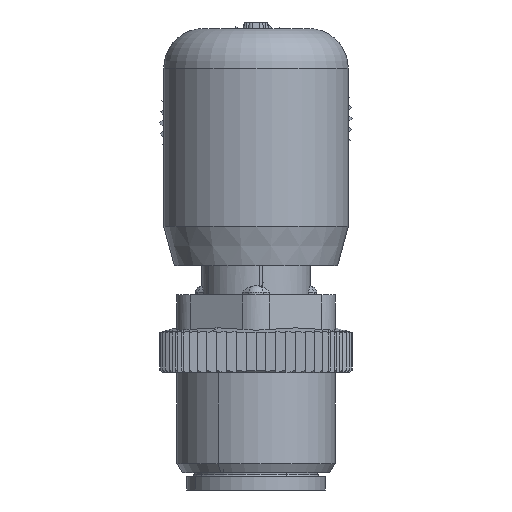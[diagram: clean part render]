
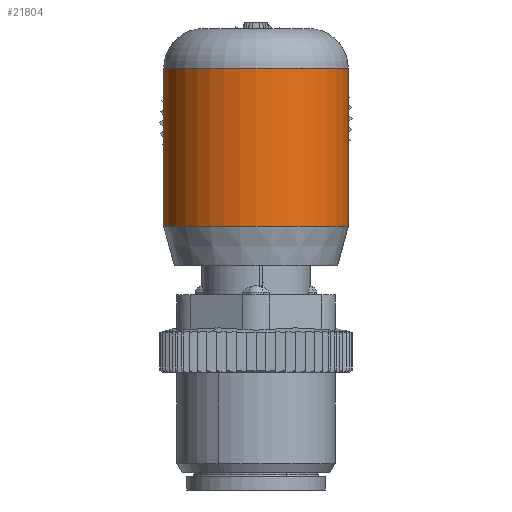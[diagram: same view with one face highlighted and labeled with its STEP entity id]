
A CAD part, front view. The second image highlights one B-rep face of the part: STEP entity #21804.
In plain terms, the highlighted cylindrical face has radius 7 mm (diameter 14 mm), a partial arc.
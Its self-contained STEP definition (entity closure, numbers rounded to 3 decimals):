
#21733=AXIS2_PLACEMENT_3D('Circle Axis2P3D',#21731,#21732,$) ;
#21777=AXIS2_PLACEMENT_3D('Cylinder Axis2P3D',#21774,#21775,#21776) ;
#21795=AXIS2_PLACEMENT_3D('Circle Axis2P3D',#21793,#21794,$) ;
#21728=CARTESIAN_POINT('Vertex',(0.3,7.261,32.)) ;
#21731=CARTESIAN_POINT('Axis2P3D Location',(7.3,7.261,32.)) ;
#21735=CARTESIAN_POINT('Vertex',(14.3,7.261,32.)) ;
#21774=CARTESIAN_POINT('Axis2P3D Location',(7.3,7.261,28.)) ;
#21779=CARTESIAN_POINT('Line Origine',(14.3,7.261,28.)) ;
#21783=CARTESIAN_POINT('Vertex',(14.3,7.261,20.)) ;
#21786=CARTESIAN_POINT('Line Origine',(0.3,7.261,28.)) ;
#21790=CARTESIAN_POINT('Vertex',(0.3,7.261,20.)) ;
#21793=CARTESIAN_POINT('Axis2P3D Location',(7.3,7.261,20.)) ;
#21732=DIRECTION('Axis2P3D Direction',(0.,0.,1.)) ;
#21775=DIRECTION('Axis2P3D Direction',(0.,0.,1.)) ;
#21776=DIRECTION('Axis2P3D XDirection',(1.,0.,0.)) ;
#21780=DIRECTION('Vector Direction',(0.,0.,1.)) ;
#21787=DIRECTION('Vector Direction',(0.,0.,1.)) ;
#21794=DIRECTION('Axis2P3D Direction',(0.,0.,1.)) ;
#21781=VECTOR('Line Direction',#21780,1.) ;
#21788=VECTOR('Line Direction',#21787,1.) ;
#21799=ORIENTED_EDGE('',*,*,#21785,.T.) ;
#21800=ORIENTED_EDGE('',*,*,#21737,.F.) ;
#21801=ORIENTED_EDGE('',*,*,#21792,.F.) ;
#21802=ORIENTED_EDGE('',*,*,#21797,.T.) ;
#21804=ADVANCED_FACE('Hauptkoerper',(#21803),#21778,.T.) ;
#21734=CIRCLE('generated circle',#21733,7.) ;
#21796=CIRCLE('generated circle',#21795,7.) ;
#21778=CYLINDRICAL_SURFACE('generated cylinder',#21777,7.) ;
#21737=EDGE_CURVE('',#21729,#21736,#21734,.T.) ;
#21785=EDGE_CURVE('',#21784,#21736,#21782,.T.) ;
#21792=EDGE_CURVE('',#21791,#21729,#21789,.T.) ;
#21797=EDGE_CURVE('',#21791,#21784,#21796,.T.) ;
#21798=EDGE_LOOP('',(#21799,#21800,#21801,#21802)) ;
#21803=FACE_OUTER_BOUND('',#21798,.T.) ;
#21782=LINE('Line',#21779,#21781) ;
#21789=LINE('Line',#21786,#21788) ;
#21729=VERTEX_POINT('',#21728) ;
#21736=VERTEX_POINT('',#21735) ;
#21784=VERTEX_POINT('',#21783) ;
#21791=VERTEX_POINT('',#21790) ;
